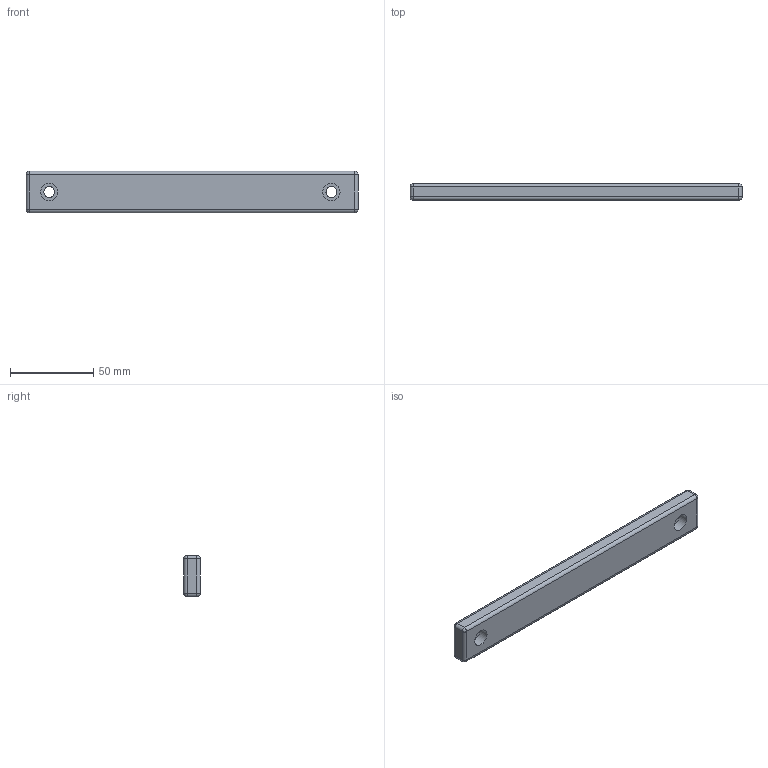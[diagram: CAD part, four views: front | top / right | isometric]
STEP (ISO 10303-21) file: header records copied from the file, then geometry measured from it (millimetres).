
FILE_DESCRIPTION(('FreeCAD Model'),'2;1');
FILE_NAME('Open CASCADE Shape Model','2023-08-23T12:00:11',(''),(''), 'Open CASCADE STEP processor 7.6','FreeCAD','Unknown');
FILE_SCHEMA(('AUTOMOTIVE_DESIGN { 1 0 10303 214 1 1 1 1 }'));
Length unit declared in the file: millimetre
Products named in the file (1): XL30SimpleFrontdoor01_Handle
Bounding box: 200 x 10 x 25 mm (x, y, z)
Volume: 47223.1 mm3; surface area: 14230.3 mm2
Topology: 1 solids, 1 shells, 36 faces, 74 edges, 36 vertices
Faces by surface type: cylinder 18, plane 10, sphere 8
Full cylindrical faces by diameter (mm): 6.6 x2, 10.4 x2, 16.2 x2
Entity records: 904 total; most frequent: DIRECTION 176, CARTESIAN_POINT 139, ORIENTED_EDGE 132, AXIS2_PLACEMENT_3D 73, EDGE_CURVE 66, FACE_BOUND 44, EDGE_LOOP 44, ADVANCED_FACE 36
